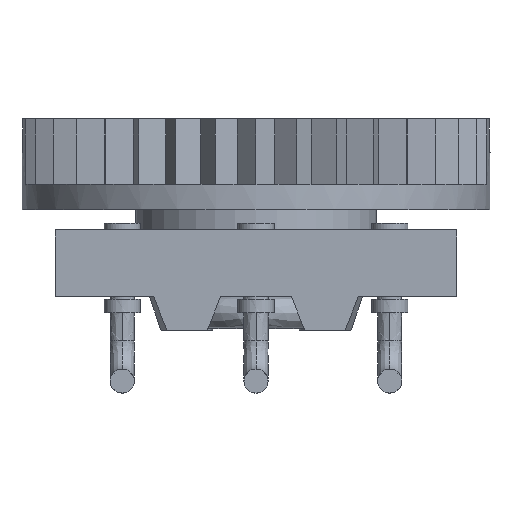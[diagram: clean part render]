
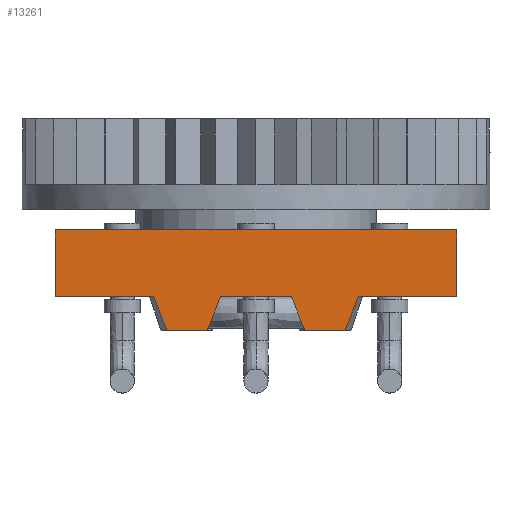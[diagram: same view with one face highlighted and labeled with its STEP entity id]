
A CAD part, front view. The second image highlights one B-rep face of the part: STEP entity #13261.
In plain terms, the highlighted free-form (B-spline) face has degree [1, 1] with [2, 2] control points.
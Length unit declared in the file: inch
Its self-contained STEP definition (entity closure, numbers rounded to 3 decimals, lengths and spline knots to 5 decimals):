
#2736=DIRECTION('',(1.,0.,0.));
#2737=VECTOR('',#2736,0.3);
#2738=CARTESIAN_POINT('',(-0.15,-0.2,0.05));
#2739=LINE('',#2738,#2737);
#2904=DIRECTION('',(1.,0.,0.));
#2905=VECTOR('',#2904,0.0735);
#2906=CARTESIAN_POINT('',(-0.15,-0.2,0.));
#2907=LINE('',#2906,#2905);
#2921=DIRECTION('',(1.,0.,0.));
#2922=VECTOR('',#2921,0.053);
#2923=CARTESIAN_POINT('',(-0.0265,-0.2,0.));
#2924=LINE('',#2923,#2922);
#2938=DIRECTION('',(1.,0.,0.));
#2939=VECTOR('',#2938,0.0735);
#2940=CARTESIAN_POINT('',(0.0765,-0.2,0.));
#2941=LINE('',#2940,#2939);
#3419=DIRECTION('',(0.,0.,1.));
#3420=VECTOR('',#3419,0.05);
#3421=CARTESIAN_POINT('',(0.15,-0.2,0.));
#3422=LINE('',#3421,#3420);
#3423=DIRECTION('',(0.371,0.,-0.928));
#3424=VECTOR('',#3423,0.02693);
#3425=CARTESIAN_POINT('',(-0.0765,-0.2,0.));
#3426=LINE('',#3425,#3424);
#3427=DIRECTION('',(0.,0.,1.));
#3428=VECTOR('',#3427,0.05);
#3429=CARTESIAN_POINT('',(-0.15,-0.2,0.));
#3430=LINE('',#3429,#3428);
#3431=DIRECTION('',(-0.371,0.,-0.928));
#3432=VECTOR('',#3431,0.02693);
#3433=CARTESIAN_POINT('',(0.0765,-0.2,0.));
#3434=LINE('',#3433,#3432);
#3435=DIRECTION('',(-0.371,0.,-0.928));
#3436=VECTOR('',#3435,0.02693);
#3437=CARTESIAN_POINT('',(-0.0265,-0.2,0.));
#3438=LINE('',#3437,#3436);
#3447=DIRECTION('',(1.,0.,0.));
#3448=VECTOR('',#3447,0.03);
#3449=CARTESIAN_POINT('',(-0.0665,-0.2,-0.025));
#3450=LINE('',#3449,#3448);
#3494=DIRECTION('',(0.371,0.,-0.928));
#3495=VECTOR('',#3494,0.02693);
#3496=CARTESIAN_POINT('',(0.0265,-0.2,0.));
#3497=LINE('',#3496,#3495);
#3498=DIRECTION('',(-1.,0.,0.));
#3499=VECTOR('',#3498,0.03);
#3500=CARTESIAN_POINT('',(0.0665,-0.2,-0.025));
#3501=LINE('',#3500,#3499);
#6616=CARTESIAN_POINT('',(-0.15,-0.2,0.));
#6618=VERTEX_POINT('',#6616);
#6619=CARTESIAN_POINT('',(0.15,-0.2,0.));
#6621=VERTEX_POINT('',#6619);
#6624=CARTESIAN_POINT('',(-0.15,-0.2,0.05));
#6626=VERTEX_POINT('',#6624);
#6627=CARTESIAN_POINT('',(0.15,-0.2,0.05));
#6628=VERTEX_POINT('',#6627);
#6631=CARTESIAN_POINT('',(0.0665,-0.2,-0.025));
#6632=CARTESIAN_POINT('',(0.0365,-0.2,-0.025));
#6633=VERTEX_POINT('',#6631);
#6634=VERTEX_POINT('',#6632);
#6639=CARTESIAN_POINT('',(0.0265,-0.2,0.));
#6641=VERTEX_POINT('',#6639);
#6645=CARTESIAN_POINT('',(0.0765,-0.2,0.));
#6646=VERTEX_POINT('',#6645);
#6647=CARTESIAN_POINT('',(-0.0665,-0.2,-0.025));
#6648=CARTESIAN_POINT('',(-0.0365,-0.2,-0.025));
#6649=VERTEX_POINT('',#6647);
#6650=VERTEX_POINT('',#6648);
#6655=CARTESIAN_POINT('',(-0.0265,-0.2,0.));
#6657=VERTEX_POINT('',#6655);
#6661=CARTESIAN_POINT('',(-0.0765,-0.2,0.));
#6662=VERTEX_POINT('',#6661);
#13235=CARTESIAN_POINT('',(-0.156,-0.2,-0.0265));
#13236=CARTESIAN_POINT('',(-0.156,-0.2,0.0515));
#13237=CARTESIAN_POINT('',(0.156,-0.2,-0.0265));
#13238=CARTESIAN_POINT('',(0.156,-0.2,0.0515));
#13239=B_SPLINE_SURFACE_WITH_KNOTS('',1,1,((#13235,#13236),(#13237,#13238)),
.UNSPECIFIED.,.F.,.F.,.F.,(2,2),(2,2),(-0.006,0.306),(-0.0265,0.0515),
.UNSPECIFIED.);
#13240=ORIENTED_EDGE('',*,*,#11628,.F.);
#13242=ORIENTED_EDGE('',*,*,#13241,.T.);
#13244=ORIENTED_EDGE('',*,*,#13243,.F.);
#13246=ORIENTED_EDGE('',*,*,#13245,.F.);
#13247=ORIENTED_EDGE('',*,*,#11620,.F.);
#13249=ORIENTED_EDGE('',*,*,#13248,.T.);
#13250=ORIENTED_EDGE('',*,*,#11482,.T.);
#13251=ORIENTED_EDGE('',*,*,#13228,.F.);
#13252=ORIENTED_EDGE('',*,*,#11636,.F.);
#13254=ORIENTED_EDGE('',*,*,#13253,.T.);
#13256=ORIENTED_EDGE('',*,*,#13255,.T.);
#13258=ORIENTED_EDGE('',*,*,#13257,.F.);
#13259=EDGE_LOOP('',(#13240,#13242,#13244,#13246,#13247,#13249,#13250,#13251,
#13252,#13254,#13256,#13258));
#13260=FACE_OUTER_BOUND('',#13259,.F.);
#13261=ADVANCED_FACE('',(#13260),#13239,.T.);
#11482=EDGE_CURVE('',#6626,#6628,#2739,.T.);
#11620=EDGE_CURVE('',#6618,#6662,#2907,.T.);
#11628=EDGE_CURVE('',#6657,#6641,#2924,.T.);
#11636=EDGE_CURVE('',#6646,#6621,#2941,.T.);
#13228=EDGE_CURVE('',#6621,#6628,#3422,.T.);
#13241=EDGE_CURVE('',#6657,#6650,#3438,.T.);
#13243=EDGE_CURVE('',#6649,#6650,#3450,.T.);
#13245=EDGE_CURVE('',#6662,#6649,#3426,.T.);
#13248=EDGE_CURVE('',#6618,#6626,#3430,.T.);
#13253=EDGE_CURVE('',#6646,#6633,#3434,.T.);
#13255=EDGE_CURVE('',#6633,#6634,#3501,.T.);
#13257=EDGE_CURVE('',#6641,#6634,#3497,.T.);
